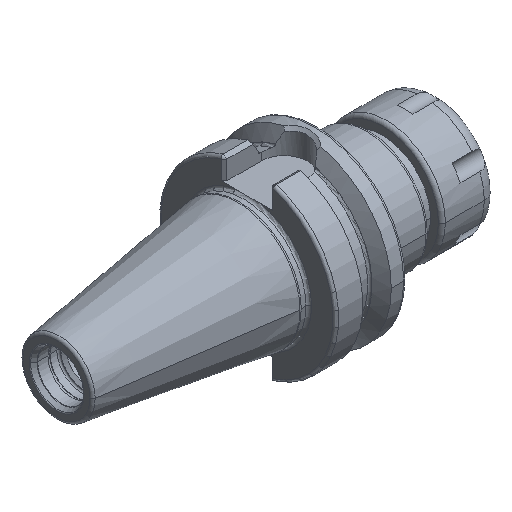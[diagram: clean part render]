
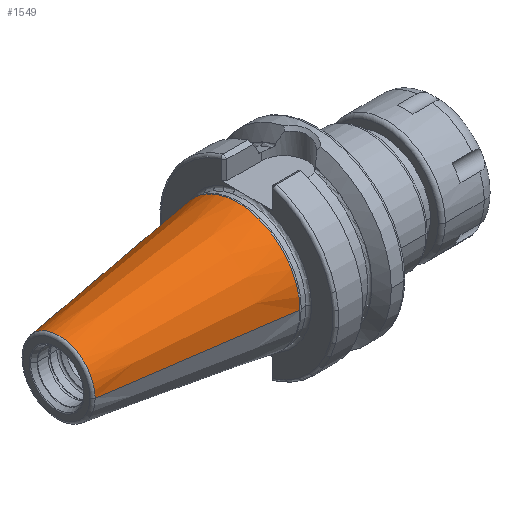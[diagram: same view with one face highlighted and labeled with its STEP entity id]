
A CAD part, isometric view. The second image highlights one B-rep face of the part: STEP entity #1549.
In plain terms, the highlighted conical face has half-angle 8.298 degrees and reference radius 17.426 mm.
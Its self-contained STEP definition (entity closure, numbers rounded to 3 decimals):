
#37=CARTESIAN_POINT('',(-64.544,0.,0.));
#38=DIRECTION('',(1.,0.,0.));
#39=DIRECTION('',(0.,1.,0.));
#40=AXIS2_PLACEMENT_3D('',#37,#38,#39);
#42=CARTESIAN_POINT('',(-1.267,0.,0.));
#43=DIRECTION('',(1.,0.,0.));
#44=DIRECTION('',(0.,1.,0.));
#45=AXIS2_PLACEMENT_3D('',#42,#43,#44);
#47=DIRECTION('',(-0.99,-0.144,0.));
#48=VECTOR('',#47,63.947);
#49=CARTESIAN_POINT('',(-1.267,22.04,0.));
#50=LINE('',#49,#48);
#51=DIRECTION('',(-0.99,0.144,0.));
#52=VECTOR('',#51,63.947);
#53=CARTESIAN_POINT('',(-1.267,-22.04,0.));
#54=LINE('',#53,#52);
#1226=CARTESIAN_POINT('',(-64.544,12.812,0.));
#1228=VERTEX_POINT('',#1226);
#1230=CARTESIAN_POINT('',(-64.544,-12.812,0.));
#1232=VERTEX_POINT('',#1230);
#1445=CARTESIAN_POINT('',(-1.267,22.04,0.));
#1446=VERTEX_POINT('',#1445);
#1447=CARTESIAN_POINT('',(-1.267,-22.04,0.));
#1448=VERTEX_POINT('',#1447);
#1535=CARTESIAN_POINT('',(-32.906,0.,0.));
#1536=DIRECTION('',(1.,0.,0.));
#1537=DIRECTION('',(0.,-1.,0.));
#1538=AXIS2_PLACEMENT_3D('',#1535,#1536,#1537);
#1539=CONICAL_SURFACE('',#1538,17.426,8.298);
#1541=ORIENTED_EDGE('',*,*,#1540,.F.);
#1543=ORIENTED_EDGE('',*,*,#1542,.T.);
#1545=ORIENTED_EDGE('',*,*,#1544,.T.);
#1546=ORIENTED_EDGE('',*,*,#1528,.F.);
#1547=EDGE_LOOP('',(#1541,#1543,#1545,#1546));
#1548=FACE_OUTER_BOUND('',#1547,.F.);
#1549=ADVANCED_FACE('',(#1548),#1539,.T.);
#41=CIRCLE('',#40,12.812);
#46=CIRCLE('',#45,22.04);
#1528=EDGE_CURVE('',#1228,#1232,#41,.T.);
#1540=EDGE_CURVE('',#1446,#1228,#50,.T.);
#1542=EDGE_CURVE('',#1446,#1448,#46,.T.);
#1544=EDGE_CURVE('',#1448,#1232,#54,.T.);
